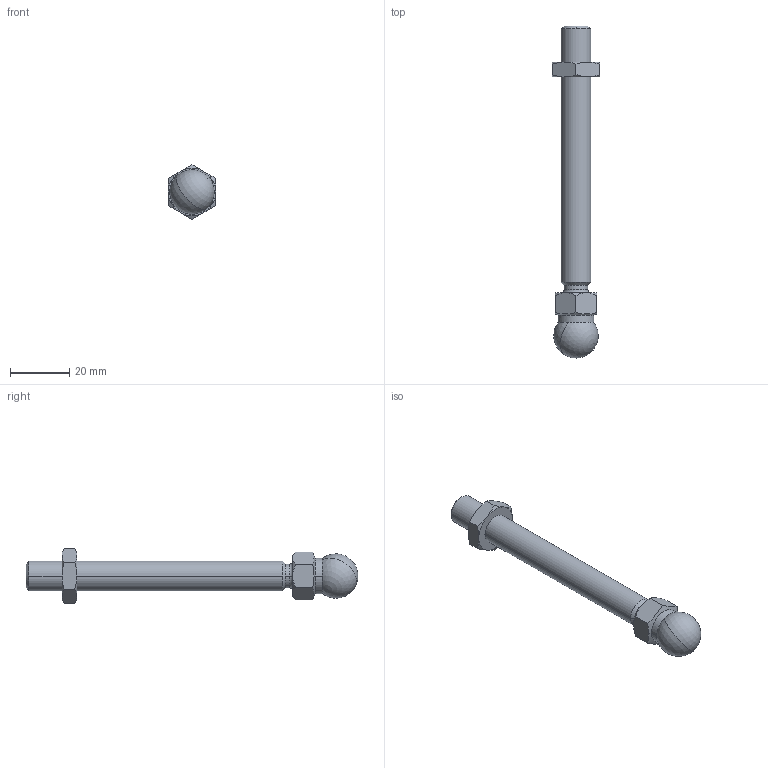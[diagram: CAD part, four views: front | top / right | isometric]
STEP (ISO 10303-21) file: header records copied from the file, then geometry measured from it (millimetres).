
FILE_DESCRIPTION (( 'STEP AP203' ), '1' );
FILE_NAME ('203600305_c_1.STEP', '2022-06-29T19:08:50', ( '' ), ( '' ), 'SwSTEP 2.0', 'SolidWorks 2014', '' );
FILE_SCHEMA (( 'CONFIG_CONTROL_DESIGN' ));
Length unit declared in the file: millimetre
Products named in the file (1): 203600305_c_1
Bounding box: 16 x 111.97 x 18.48 mm (x, y, z)
Volume: 10865.2 mm3; surface area: 4816.3 mm2
Topology: 2 solids, 2 shells, 81 faces, 203 edges, 125 vertices
Faces by surface type: cone 45, cylinder 16, plane 16, torus 2, sphere 2
Entity records: 2688 total; most frequent: CARTESIAN_POINT 720, DIRECTION 407, ORIENTED_EDGE 396, EDGE_CURVE 198, AXIS2_PLACEMENT_3D 173, VERTEX_POINT 122, CIRCLE 91, EDGE_LOOP 84
